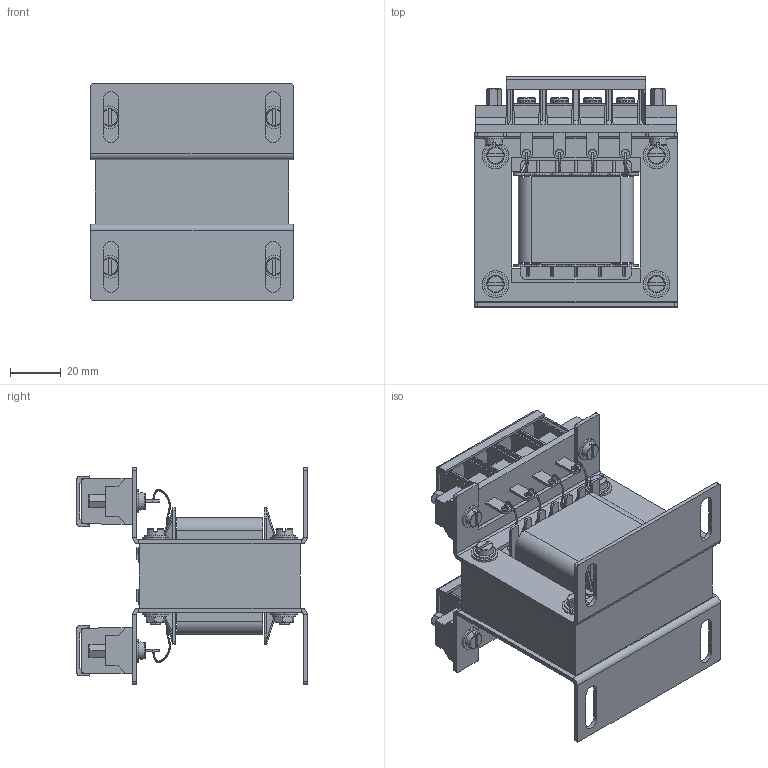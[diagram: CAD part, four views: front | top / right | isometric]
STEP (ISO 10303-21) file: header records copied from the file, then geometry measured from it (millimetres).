
FILE_DESCRIPTION (( 'STEP AP214' ), '1' );
FILE_NAME ('9401 STEP.STEP', '2025-04-11T11:23:24', ( '' ), ( '' ), 'SwSTEP 2.0', 'SolidWorks 2022', '' );
FILE_SCHEMA (( 'AUTOMOTIVE_DESIGN' ));
Length unit declared in the file: millimetre
Products named in the file (1): 9401 STEP
Bounding box: 80 x 90.8 x 85.4 mm (x, y, z)
Volume: 203101.7 mm3; surface area: 113441.7 mm2
Topology: 53 solids, 53 shells, 2545 faces, 6400 edges, 3980 vertices
Faces by surface type: plane 1501, cylinder 610, bspline 170, torus 136, cone 128
Entity records: 113993 total; most frequent: CARTESIAN_POINT 26282, ORIENTED_EDGE 12736, DIRECTION 11384, EDGE_CURVE 6368, VERTEX_POINT 3980, VECTOR 3928, LINE 3928, AXIS2_PLACEMENT_3D 3728
